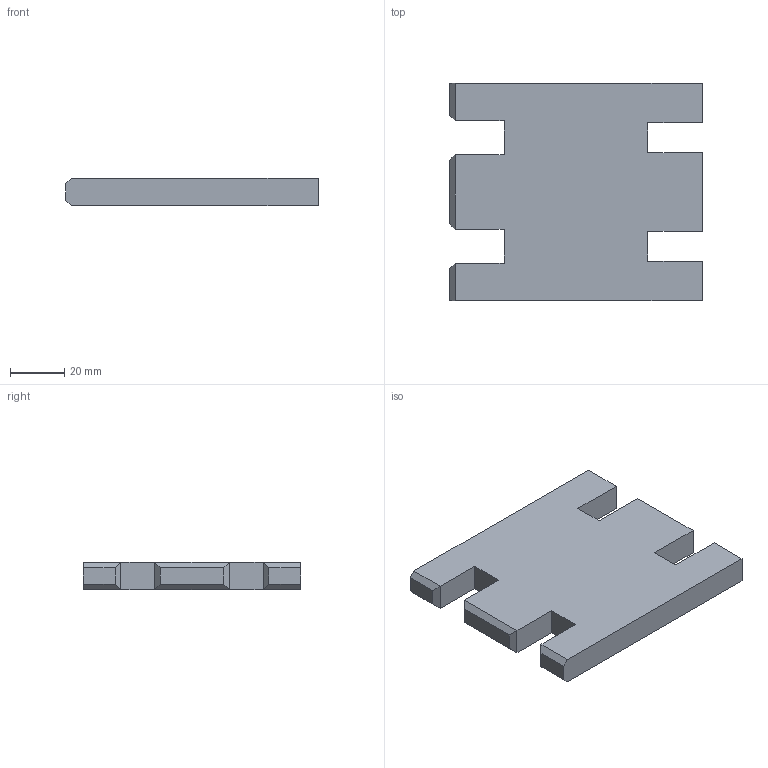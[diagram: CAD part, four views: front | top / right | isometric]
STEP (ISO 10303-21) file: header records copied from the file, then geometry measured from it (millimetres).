
FILE_DESCRIPTION(('STEP AP214'),'1');
FILE_NAME('cctmp_41C7E1A5-1F0F-4B64-B872-2DB267979D36_2024_05_23_13_23_48_0921..stp','2024-05-23T11:23:48',('SIEMENS A&D'),('CADClick - www.CADClick.com'),'Spatial InterOp 3D',' ','unknown authorization');
FILE_SCHEMA(('AUTOMOTIVE_DESIGN'));
Length unit declared in the file: millimetre
Products named in the file (1): 2024_05_23_13_23_48_0905
Bounding box: 93 x 80 x 10 mm (x, y, z)
Volume: 64721.3 mm3; surface area: 17863 mm2
Topology: 1 solids, 1 shells, 32 faces, 82 edges, 52 vertices
Faces by surface type: plane 32
Entity records: 1222 total; most frequent: CARTESIAN_POINT 167, ORIENTED_EDGE 164, DIRECTION 148, EDGE_CURVE 82, LINE 82, VECTOR 82, VERTEX_POINT 52, STYLED_ITEM 33
